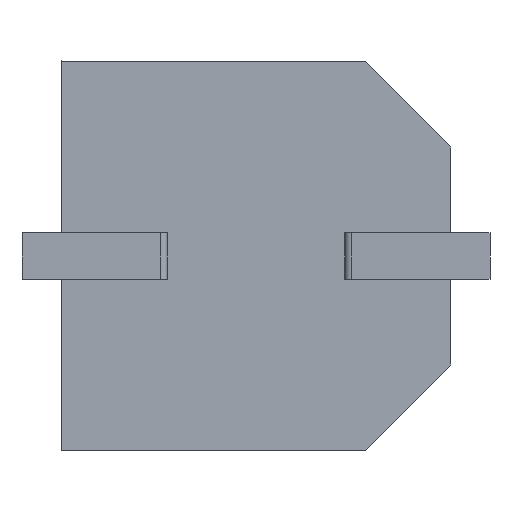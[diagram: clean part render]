
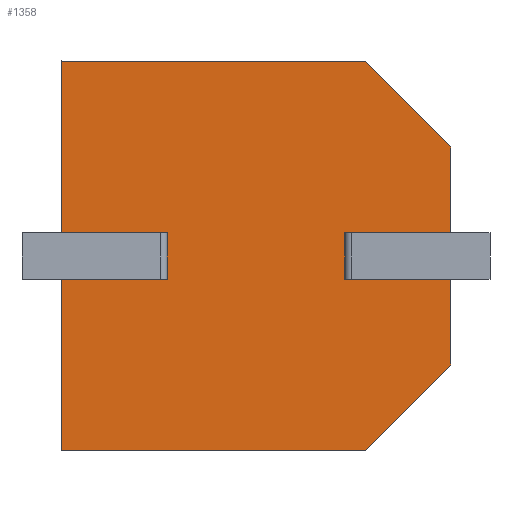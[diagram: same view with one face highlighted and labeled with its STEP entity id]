
A CAD part, front view. The second image highlights one B-rep face of the part: STEP entity #1358.
In plain terms, the highlighted planar face has unit normal (0, -1, 0).
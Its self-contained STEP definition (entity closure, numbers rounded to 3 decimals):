
#5 = CARTESIAN_POINT ( 'NONE',  ( 0., 0., 0. ) ) ;
#17 = LINE ( 'NONE', #1614, #503 ) ;
#25 = ORIENTED_EDGE ( 'NONE', *, *, #347, .F. ) ;
#34 = DIRECTION ( 'NONE',  ( 0., 0., 1. ) ) ;
#36 = CARTESIAN_POINT ( 'NONE',  ( 11., 0., -8.574 ) ) ;
#62 = VERTEX_POINT ( 'NONE', #791 ) ;
#69 = CARTESIAN_POINT ( 'NONE',  ( 8., 0., -4.85 ) ) ;
#107 = EDGE_CURVE ( 'NONE', #1961, #466, #1835, .T. ) ;
#158 = DIRECTION ( 'NONE',  ( 1., 0., 0. ) ) ;
#159 = VECTOR ( 'NONE', #967, 1000. ) ;
#189 = VECTOR ( 'NONE', #1175, 1000. ) ;
#211 = EDGE_CURVE ( 'NONE', #1876, #1148, #2199, .T. ) ;
#220 = VECTOR ( 'NONE', #158, 1000. ) ;
#236 = CARTESIAN_POINT ( 'NONE',  ( 11., 0., -2.426 ) ) ;
#238 = DIRECTION ( 'NONE',  ( -1., 0., 0. ) ) ;
#255 = ORIENTED_EDGE ( 'NONE', *, *, #534, .T. ) ;
#264 = DIRECTION ( 'NONE',  ( 1., 0., 0. ) ) ;
#266 = CARTESIAN_POINT ( 'NONE',  ( 0., 0., 0. ) ) ;
#284 = ORIENTED_EDGE ( 'NONE', *, *, #211, .T. ) ;
#312 = ORIENTED_EDGE ( 'NONE', *, *, #992, .T. ) ;
#336 = PLANE ( 'NONE',  #1748 ) ;
#347 = EDGE_CURVE ( 'NONE', #1876, #510, #1832, .T. ) ;
#373 = CARTESIAN_POINT ( 'NONE',  ( 0., 0., 0. ) ) ;
#381 = LINE ( 'NONE', #1730, #1987 ) ;
#421 = DIRECTION ( 'NONE',  ( 1., 0., 0. ) ) ;
#423 = CARTESIAN_POINT ( 'NONE',  ( 3., 0., -6.15 ) ) ;
#457 = ORIENTED_EDGE ( 'NONE', *, *, #1308, .T. ) ;
#466 = VERTEX_POINT ( 'NONE', #1601 ) ;
#503 = VECTOR ( 'NONE', #264, 1000. ) ;
#510 = VERTEX_POINT ( 'NONE', #529 ) ;
#520 = EDGE_CURVE ( 'NONE', #1621, #1542, #1804, .T. ) ;
#529 = CARTESIAN_POINT ( 'NONE',  ( 11., 0., -6.15 ) ) ;
#534 = EDGE_CURVE ( 'NONE', #1148, #1542, #17, .T. ) ;
#560 = CARTESIAN_POINT ( 'NONE',  ( 0., 0., 0. ) ) ;
#565 = EDGE_CURVE ( 'NONE', #2043, #1961, #1340, .T. ) ;
#585 = VECTOR ( 'NONE', #1259, 1000. ) ;
#628 = CARTESIAN_POINT ( 'NONE',  ( 3., 0., -6.15 ) ) ;
#735 = DIRECTION ( 'NONE',  ( 0., 1., 0. ) ) ;
#764 = VECTOR ( 'NONE', #421, 1000. ) ;
#791 = CARTESIAN_POINT ( 'NONE',  ( 3., 0., -4.85 ) ) ;
#795 = VERTEX_POINT ( 'NONE', #1837 ) ;
#829 = CARTESIAN_POINT ( 'NONE',  ( 8., 0., -6.15 ) ) ;
#852 = VERTEX_POINT ( 'NONE', #2260 ) ;
#884 = ORIENTED_EDGE ( 'NONE', *, *, #1694, .F. ) ;
#885 = ORIENTED_EDGE ( 'NONE', *, *, #1740, .F. ) ;
#930 = CARTESIAN_POINT ( 'NONE',  ( 0., 0., -4.85 ) ) ;
#936 = DIRECTION ( 'NONE',  ( 0., 0., -1. ) ) ;
#941 = EDGE_CURVE ( 'NONE', #795, #852, #1185, .T. ) ;
#967 = DIRECTION ( 'NONE',  ( 0., 0., -1. ) ) ;
#982 = VERTEX_POINT ( 'NONE', #1939 ) ;
#992 = EDGE_CURVE ( 'NONE', #1539, #1127, #1472, .T. ) ;
#1007 = EDGE_CURVE ( 'NONE', #1539, #982, #1140, .T. ) ;
#1021 = DIRECTION ( 'NONE',  ( 1., 0., 0. ) ) ;
#1055 = CARTESIAN_POINT ( 'NONE',  ( 11., 0., -4.85 ) ) ;
#1127 = VERTEX_POINT ( 'NONE', #930 ) ;
#1140 = LINE ( 'NONE', #1282, #764 ) ;
#1148 = VERTEX_POINT ( 'NONE', #69 ) ;
#1157 = DIRECTION ( 'NONE',  ( 0., 0., -1. ) ) ;
#1175 = DIRECTION ( 'NONE',  ( 0., 0., 1. ) ) ;
#1185 = LINE ( 'NONE', #36, #585 ) ;
#1207 = CARTESIAN_POINT ( 'NONE',  ( 3., 0., -4.85 ) ) ;
#1228 = EDGE_CURVE ( 'NONE', #510, #852, #1951, .T. ) ;
#1254 = CARTESIAN_POINT ( 'NONE',  ( 8., 0., -6.15 ) ) ;
#1259 = DIRECTION ( 'NONE',  ( 0.707, 0., 0.707 ) ) ;
#1282 = CARTESIAN_POINT ( 'NONE',  ( 0., 0., 0. ) ) ;
#1294 = EDGE_CURVE ( 'NONE', #466, #795, #1372, .T. ) ;
#1308 = EDGE_CURVE ( 'NONE', #1621, #982, #381, .T. ) ;
#1310 = DIRECTION ( 'NONE',  ( 0., 0., 1. ) ) ;
#1340 = LINE ( 'NONE', #1808, #1985 ) ;
#1358 = ADVANCED_FACE ( 'NONE', ( #2248 ), #336, .F. ) ;
#1372 = LINE ( 'NONE', #1549, #220 ) ;
#1411 = EDGE_LOOP ( 'NONE', ( #25, #284, #255, #1515, #457, #1728, #312, #885, #884, #1815, #2176, #1508, #1674, #2127 ) ) ;
#1472 = LINE ( 'NONE', #5, #1881 ) ;
#1508 = ORIENTED_EDGE ( 'NONE', *, *, #1294, .T. ) ;
#1515 = ORIENTED_EDGE ( 'NONE', *, *, #520, .F. ) ;
#1539 = VERTEX_POINT ( 'NONE', #373 ) ;
#1542 = VERTEX_POINT ( 'NONE', #1055 ) ;
#1549 = CARTESIAN_POINT ( 'NONE',  ( 0., 0., -11. ) ) ;
#1601 = CARTESIAN_POINT ( 'NONE',  ( 0., 0., -11. ) ) ;
#1614 = CARTESIAN_POINT ( 'NONE',  ( 8., 0., -4.85 ) ) ;
#1621 = VERTEX_POINT ( 'NONE', #236 ) ;
#1666 = VECTOR ( 'NONE', #1157, 1000. ) ;
#1674 = ORIENTED_EDGE ( 'NONE', *, *, #941, .T. ) ;
#1691 = VECTOR ( 'NONE', #1021, 1000. ) ;
#1694 = EDGE_CURVE ( 'NONE', #2043, #62, #1738, .T. ) ;
#1728 = ORIENTED_EDGE ( 'NONE', *, *, #1007, .F. ) ;
#1730 = CARTESIAN_POINT ( 'NONE',  ( 8.574, 0., 0. ) ) ;
#1738 = LINE ( 'NONE', #423, #2165 ) ;
#1740 = EDGE_CURVE ( 'NONE', #62, #1127, #2007, .T. ) ;
#1748 = AXIS2_PLACEMENT_3D ( 'NONE', #560, #735, #34 ) ;
#1804 = LINE ( 'NONE', #2146, #1830 ) ;
#1808 = CARTESIAN_POINT ( 'NONE',  ( 3., 0., -6.15 ) ) ;
#1815 = ORIENTED_EDGE ( 'NONE', *, *, #565, .T. ) ;
#1824 = VECTOR ( 'NONE', #1954, 1000. ) ;
#1830 = VECTOR ( 'NONE', #936, 1000. ) ;
#1832 = LINE ( 'NONE', #2250, #1691 ) ;
#1835 = LINE ( 'NONE', #266, #159 ) ;
#1837 = CARTESIAN_POINT ( 'NONE',  ( 8.574, 0., -11. ) ) ;
#1876 = VERTEX_POINT ( 'NONE', #1254 ) ;
#1881 = VECTOR ( 'NONE', #1950, 1000. ) ;
#1918 = DIRECTION ( 'NONE',  ( -0.707, 0., 0.707 ) ) ;
#1939 = CARTESIAN_POINT ( 'NONE',  ( 8.574, 0., 0. ) ) ;
#1950 = DIRECTION ( 'NONE',  ( 0., 0., -1. ) ) ;
#1951 = LINE ( 'NONE', #2217, #1666 ) ;
#1954 = DIRECTION ( 'NONE',  ( -1., 0., 0. ) ) ;
#1961 = VERTEX_POINT ( 'NONE', #2006 ) ;
#1985 = VECTOR ( 'NONE', #238, 1000. ) ;
#1987 = VECTOR ( 'NONE', #1918, 1000. ) ;
#2006 = CARTESIAN_POINT ( 'NONE',  ( 0., 0., -6.15 ) ) ;
#2007 = LINE ( 'NONE', #1207, #1824 ) ;
#2043 = VERTEX_POINT ( 'NONE', #628 ) ;
#2127 = ORIENTED_EDGE ( 'NONE', *, *, #1228, .F. ) ;
#2146 = CARTESIAN_POINT ( 'NONE',  ( 11., 0., 0. ) ) ;
#2165 = VECTOR ( 'NONE', #1310, 1000. ) ;
#2176 = ORIENTED_EDGE ( 'NONE', *, *, #107, .T. ) ;
#2199 = LINE ( 'NONE', #829, #189 ) ;
#2217 = CARTESIAN_POINT ( 'NONE',  ( 11., 0., 0. ) ) ;
#2248 = FACE_OUTER_BOUND ( 'NONE', #1411, .T. ) ;
#2250 = CARTESIAN_POINT ( 'NONE',  ( 8., 0., -6.15 ) ) ;
#2260 = CARTESIAN_POINT ( 'NONE',  ( 11., 0., -8.574 ) ) ;
